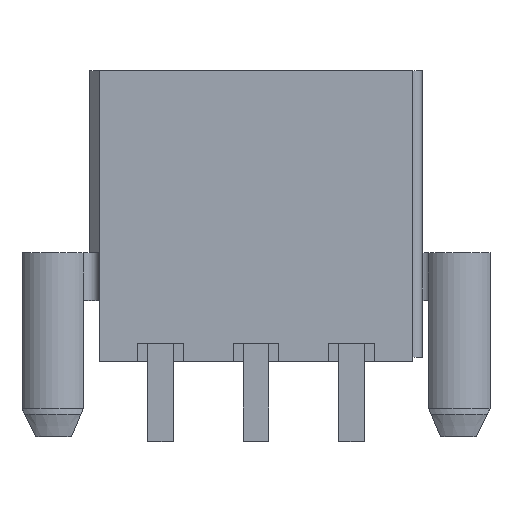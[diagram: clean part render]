
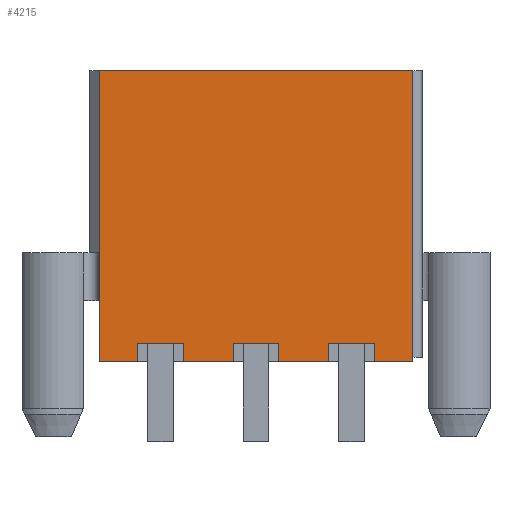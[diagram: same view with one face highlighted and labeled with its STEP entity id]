
A CAD part, top view. The second image highlights one B-rep face of the part: STEP entity #4215.
In plain terms, the highlighted planar face has unit normal (0, 0, 1).
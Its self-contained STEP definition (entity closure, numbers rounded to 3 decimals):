
#49=DIRECTION('',(0.,-1.,0.));
#50=VECTOR('',#49,12.8);
#51=CARTESIAN_POINT('',(-6.9,12.8,4.8));
#52=LINE('',#51,#50);
#413=DIRECTION('',(1.,0.,0.));
#414=VECTOR('',#413,1.7);
#415=CARTESIAN_POINT('',(5.2,0.,4.8));
#416=LINE('',#415,#414);
#433=DIRECTION('',(1.,0.,0.));
#434=VECTOR('',#433,2.2);
#435=CARTESIAN_POINT('',(1.,0.,4.8));
#436=LINE('',#435,#434);
#461=DIRECTION('',(1.,0.,0.));
#462=VECTOR('',#461,1.7);
#463=CARTESIAN_POINT('',(-6.9,0.,4.8));
#464=LINE('',#463,#462);
#473=DIRECTION('',(1.,0.,0.));
#474=VECTOR('',#473,2.2);
#475=CARTESIAN_POINT('',(-3.2,0.,4.8));
#476=LINE('',#475,#474);
#613=DIRECTION('',(0.,-1.,0.));
#614=VECTOR('',#613,12.8);
#615=CARTESIAN_POINT('',(6.9,12.8,4.8));
#616=LINE('',#615,#614);
#819=DIRECTION('',(1.,0.,0.));
#820=VECTOR('',#819,13.8);
#821=CARTESIAN_POINT('',(-6.9,12.8,4.8));
#822=LINE('',#821,#820);
#823=DIRECTION('',(0.,1.,0.));
#824=VECTOR('',#823,0.8);
#825=CARTESIAN_POINT('',(5.2,0.,4.8));
#826=LINE('',#825,#824);
#827=DIRECTION('',(1.,0.,0.));
#828=VECTOR('',#827,2.);
#829=CARTESIAN_POINT('',(3.2,0.8,4.8));
#830=LINE('',#829,#828);
#831=DIRECTION('',(0.,1.,0.));
#832=VECTOR('',#831,0.8);
#833=CARTESIAN_POINT('',(3.2,0.,4.8));
#834=LINE('',#833,#832);
#835=DIRECTION('',(0.,1.,0.));
#836=VECTOR('',#835,0.8);
#837=CARTESIAN_POINT('',(1.,0.,4.8));
#838=LINE('',#837,#836);
#839=DIRECTION('',(1.,0.,0.));
#840=VECTOR('',#839,2.);
#841=CARTESIAN_POINT('',(-1.,0.8,4.8));
#842=LINE('',#841,#840);
#843=DIRECTION('',(0.,1.,0.));
#844=VECTOR('',#843,0.8);
#845=CARTESIAN_POINT('',(-1.,0.,4.8));
#846=LINE('',#845,#844);
#847=DIRECTION('',(0.,1.,0.));
#848=VECTOR('',#847,0.8);
#849=CARTESIAN_POINT('',(-3.2,0.,4.8));
#850=LINE('',#849,#848);
#851=DIRECTION('',(1.,0.,0.));
#852=VECTOR('',#851,2.);
#853=CARTESIAN_POINT('',(-5.2,0.8,4.8));
#854=LINE('',#853,#852);
#855=DIRECTION('',(0.,1.,0.));
#856=VECTOR('',#855,0.8);
#857=CARTESIAN_POINT('',(-5.2,0.,4.8));
#858=LINE('',#857,#856);
#2459=CARTESIAN_POINT('',(-6.9,12.8,4.8));
#2460=CARTESIAN_POINT('',(-6.9,0.,4.8));
#2461=VERTEX_POINT('',#2459);
#2462=VERTEX_POINT('',#2460);
#2467=CARTESIAN_POINT('',(6.9,12.8,4.8));
#2468=CARTESIAN_POINT('',(6.9,0.,4.8));
#2469=VERTEX_POINT('',#2467);
#2470=VERTEX_POINT('',#2468);
#2589=CARTESIAN_POINT('',(5.2,0.,4.8));
#2590=VERTEX_POINT('',#2589);
#2817=CARTESIAN_POINT('',(1.,0.,4.8));
#2818=CARTESIAN_POINT('',(3.2,0.,4.8));
#2819=VERTEX_POINT('',#2817);
#2820=VERTEX_POINT('',#2818);
#2835=CARTESIAN_POINT('',(-5.2,0.,4.8));
#2836=VERTEX_POINT('',#2835);
#2837=CARTESIAN_POINT('',(-3.2,0.,4.8));
#2838=CARTESIAN_POINT('',(-1.,0.,4.8));
#2839=VERTEX_POINT('',#2837);
#2840=VERTEX_POINT('',#2838);
#2967=CARTESIAN_POINT('',(3.2,0.8,4.8));
#2968=CARTESIAN_POINT('',(5.2,0.8,4.8));
#2969=VERTEX_POINT('',#2967);
#2970=VERTEX_POINT('',#2968);
#2997=CARTESIAN_POINT('',(-1.,0.8,4.8));
#2998=CARTESIAN_POINT('',(1.,0.8,4.8));
#2999=VERTEX_POINT('',#2997);
#3000=VERTEX_POINT('',#2998);
#3027=CARTESIAN_POINT('',(-5.2,0.8,4.8));
#3028=CARTESIAN_POINT('',(-3.2,0.8,4.8));
#3029=VERTEX_POINT('',#3027);
#3030=VERTEX_POINT('',#3028);
#4184=CARTESIAN_POINT('',(-6.9,12.8,4.8));
#4185=DIRECTION('',(0.,0.,1.));
#4186=DIRECTION('',(0.,-1.,0.));
#4187=AXIS2_PLACEMENT_3D('',#4184,#4185,#4186);
#4188=PLANE('',#4187);
#4189=ORIENTED_EDGE('',*,*,#3750,.F.);
#4190=ORIENTED_EDGE('',*,*,#3278,.F.);
#4191=ORIENTED_EDGE('',*,*,#4030,.T.);
#4192=ORIENTED_EDGE('',*,*,#3999,.T.);
#4193=ORIENTED_EDGE('',*,*,#3690,.F.);
#4195=ORIENTED_EDGE('',*,*,#4194,.T.);
#4196=ORIENTED_EDGE('',*,*,#3599,.F.);
#4198=ORIENTED_EDGE('',*,*,#4197,.F.);
#4199=ORIENTED_EDGE('',*,*,#3720,.F.);
#4201=ORIENTED_EDGE('',*,*,#4200,.T.);
#4203=ORIENTED_EDGE('',*,*,#4202,.F.);
#4205=ORIENTED_EDGE('',*,*,#4204,.F.);
#4206=ORIENTED_EDGE('',*,*,#3764,.F.);
#4208=ORIENTED_EDGE('',*,*,#4207,.T.);
#4210=ORIENTED_EDGE('',*,*,#4209,.F.);
#4212=ORIENTED_EDGE('',*,*,#4211,.F.);
#4213=EDGE_LOOP('',(#4189,#4190,#4191,#4192,#4193,#4195,#4196,#4198,#4199,#4201,
#4203,#4205,#4206,#4208,#4210,#4212));
#4214=FACE_OUTER_BOUND('',#4213,.F.);
#4215=ADVANCED_FACE('',(#4214),#4188,.T.);
#3278=EDGE_CURVE('',#2461,#2462,#52,.T.);
#3599=EDGE_CURVE('',#2969,#2970,#830,.T.);
#3690=EDGE_CURVE('',#2590,#2470,#416,.T.);
#3720=EDGE_CURVE('',#2819,#2820,#436,.T.);
#3750=EDGE_CURVE('',#2462,#2836,#464,.T.);
#3764=EDGE_CURVE('',#2839,#2840,#476,.T.);
#3999=EDGE_CURVE('',#2469,#2470,#616,.T.);
#4030=EDGE_CURVE('',#2461,#2469,#822,.T.);
#4194=EDGE_CURVE('',#2590,#2970,#826,.T.);
#4197=EDGE_CURVE('',#2820,#2969,#834,.T.);
#4200=EDGE_CURVE('',#2819,#3000,#838,.T.);
#4202=EDGE_CURVE('',#2999,#3000,#842,.T.);
#4204=EDGE_CURVE('',#2840,#2999,#846,.T.);
#4207=EDGE_CURVE('',#2839,#3030,#850,.T.);
#4209=EDGE_CURVE('',#3029,#3030,#854,.T.);
#4211=EDGE_CURVE('',#2836,#3029,#858,.T.);
